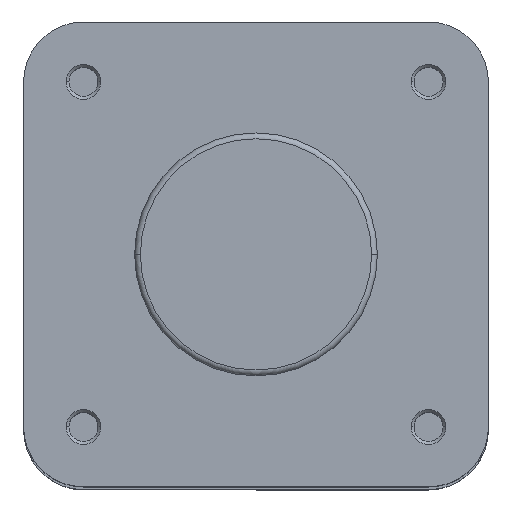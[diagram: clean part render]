
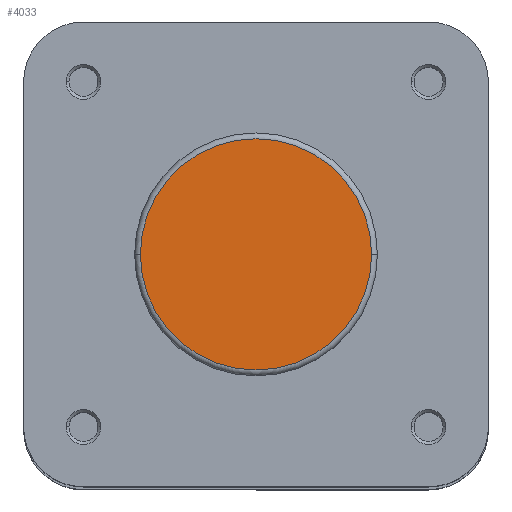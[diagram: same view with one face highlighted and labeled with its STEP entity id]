
A CAD part, top view. The second image highlights one B-rep face of the part: STEP entity #4033.
In plain terms, the highlighted planar face has unit normal (0, 0, 1).
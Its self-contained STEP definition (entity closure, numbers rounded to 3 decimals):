
#123 = CIRCLE ( 'NONE', #2963, 19.9 ) ;
#190 = CIRCLE ( 'NONE', #2982, 19.9 ) ;
#833 = FACE_OUTER_BOUND ( 'NONE', #6001, .T. ) ;
#1123 = AXIS2_PLACEMENT_3D ( 'NONE', #5777, #5780, #5781 ) ;
#1720 = ORIENTED_EDGE ( 'NONE', *, *, #2499, .T. ) ;
#1733 = ORIENTED_EDGE ( 'NONE', *, *, #2543, .T. ) ;
#1816 = DIRECTION ( 'NONE',  ( -1., 0., 0. ) ) ;
#1817 = DIRECTION ( 'NONE',  ( 0., 0., 1. ) ) ;
#1823 = CARTESIAN_POINT ( 'NONE',  ( 0., 0., 0. ) ) ;
#2071 = CARTESIAN_POINT ( 'NONE',  ( -19.9, 0., 0. ) ) ;
#2080 = CARTESIAN_POINT ( 'NONE',  ( 19.9, 0., 0. ) ) ;
#2261 = VERTEX_POINT ( 'NONE', #2080 ) ;
#2270 = VERTEX_POINT ( 'NONE', #2071 ) ;
#2499 = EDGE_CURVE ( 'NONE', #2261, #2270, #123, .T. ) ;
#2543 = EDGE_CURVE ( 'NONE', #2270, #2261, #190, .T. ) ;
#2963 = AXIS2_PLACEMENT_3D ( 'NONE', #1823, #1817, #1816 ) ;
#2982 = AXIS2_PLACEMENT_3D ( 'NONE', #4682, #4689, #4690 ) ;
#4033 = ADVANCED_FACE ( 'NONE', ( #833 ), #5778, .F. ) ;
#4682 = CARTESIAN_POINT ( 'NONE',  ( 0., 0., 0. ) ) ;
#4689 = DIRECTION ( 'NONE',  ( 0., 0., 1. ) ) ;
#4690 = DIRECTION ( 'NONE',  ( -1., 0., 0. ) ) ;
#5777 = CARTESIAN_POINT ( 'NONE',  ( 0., 20.9, 0. ) ) ;
#5778 = PLANE ( 'NONE',  #1123 ) ;
#5780 = DIRECTION ( 'NONE',  ( 0., 0., -1. ) ) ;
#5781 = DIRECTION ( 'NONE',  ( -1., 0., 0. ) ) ;
#6001 = EDGE_LOOP ( 'NONE', ( #1733, #1720 ) ) ;
